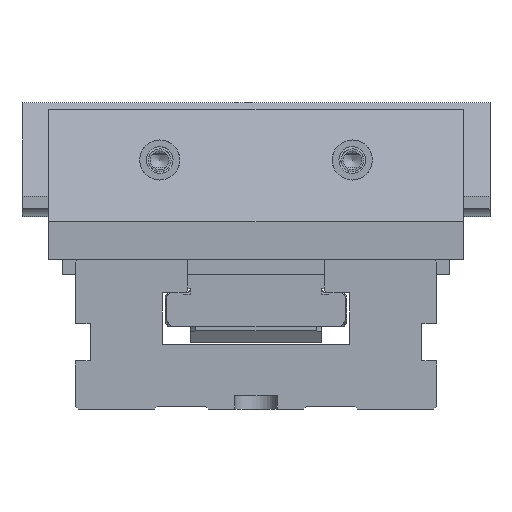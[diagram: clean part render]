
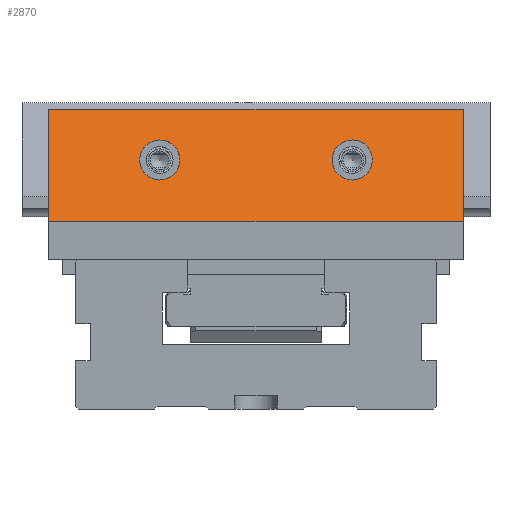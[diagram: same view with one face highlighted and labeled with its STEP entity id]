
A CAD part, left-side view. The second image highlights one B-rep face of the part: STEP entity #2870.
In plain terms, the highlighted planar face has unit normal (-0.924, 0, 0.383).
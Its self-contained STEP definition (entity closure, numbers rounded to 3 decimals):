
#413=PLANE('',#8822);
#978=LINE('',#13498,#1713);
#981=LINE('',#13508,#1716);
#989=LINE('',#13523,#1724);
#1006=LINE('',#13569,#1741);
#1713=VECTOR('',#10512,1.);
#1716=VECTOR('',#10521,1.);
#1724=VECTOR('',#10531,1.);
#1741=VECTOR('',#10568,1.);
#2870=ADVANCED_FACE('',(#3473,#3474,#3475),#413,.F.);
#3111=ELLIPSE('',#8796,8.118,7.5);
#3112=ELLIPSE('',#8811,8.118,7.5);
#3473=FACE_BOUND('',#4046,.T.);
#3474=FACE_BOUND('',#4047,.T.);
#3475=FACE_BOUND('',#4048,.T.);
#4046=EDGE_LOOP('',(#5716,#5717,#5718,#5719));
#4047=EDGE_LOOP('',(#5720));
#4048=EDGE_LOOP('',(#5721));
#5716=ORIENTED_EDGE('',*,*,#7846,.T.);
#5717=ORIENTED_EDGE('',*,*,#7859,.T.);
#5718=ORIENTED_EDGE('',*,*,#7851,.T.);
#5719=ORIENTED_EDGE('',*,*,#7883,.T.);
#5720=ORIENTED_EDGE('',*,*,#7903,.F.);
#5721=ORIENTED_EDGE('',*,*,#7897,.F.);
#6877=VERTEX_POINT('',#13499);
#6878=VERTEX_POINT('',#13500);
#6881=VERTEX_POINT('',#13509);
#6882=VERTEX_POINT('',#13510);
#6913=VERTEX_POINT('',#13599);
#6920=VERTEX_POINT('',#13621);
#7846=EDGE_CURVE('',#6877,#6878,#978,.T.);
#7851=EDGE_CURVE('',#6881,#6882,#981,.T.);
#7859=EDGE_CURVE('',#6878,#6881,#989,.T.);
#7883=EDGE_CURVE('',#6882,#6877,#1006,.T.);
#7897=EDGE_CURVE('',#6913,#6913,#3111,.T.);
#7903=EDGE_CURVE('',#6920,#6920,#3112,.T.);
#8796=AXIS2_PLACEMENT_3D('',#13598,#10603,#10604);
#8811=AXIS2_PLACEMENT_3D('',#13620,#10633,#10634);
#8822=AXIS2_PLACEMENT_3D('',#13636,#10655,#10656);
#10512=DIRECTION('',(0.,1.,0.));
#10521=DIRECTION('',(0.,-1.,0.));
#10531=DIRECTION('',(-0.383,0.,-0.924));
#10568=DIRECTION('',(0.383,0.,0.924));
#10603=DIRECTION('',(-0.924,0.,0.383));
#10604=DIRECTION('',(0.383,0.,0.924));
#10633=DIRECTION('',(-0.924,0.,0.383));
#10634=DIRECTION('',(0.383,0.,0.924));
#10655=DIRECTION('',(0.924,0.,-0.383));
#10656=DIRECTION('',(0.383,0.,0.924));
#13498=CARTESIAN_POINT('',(-60.785,67.5,69.237));
#13499=CARTESIAN_POINT('',(-60.785,-10.,69.237));
#13500=CARTESIAN_POINT('',(-60.785,145.,69.237));
#13508=CARTESIAN_POINT('',(-78.192,67.5,27.213));
#13509=CARTESIAN_POINT('',(-78.192,145.,27.213));
#13510=CARTESIAN_POINT('',(-78.192,-10.,27.213));
#13523=CARTESIAN_POINT('',(-77.2,145.,29.609));
#13569=CARTESIAN_POINT('',(-77.2,-10.,29.609));
#13598=CARTESIAN_POINT('',(-68.614,103.5,50.337));
#13599=CARTESIAN_POINT('',(-65.507,103.5,57.837));
#13620=CARTESIAN_POINT('',(-68.614,31.5,50.337));
#13621=CARTESIAN_POINT('',(-65.507,31.5,57.837));
#13636=CARTESIAN_POINT('',(-58.901,67.5,73.786));
